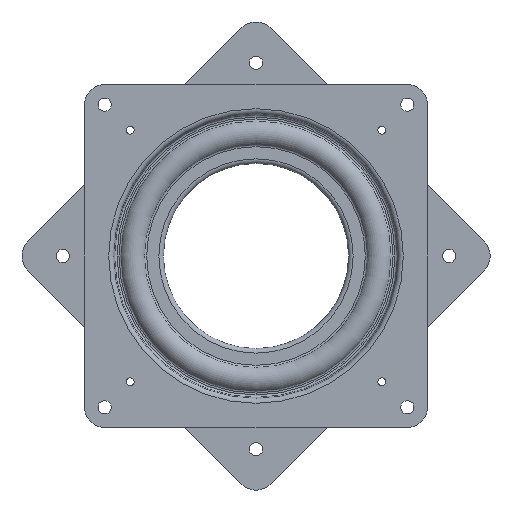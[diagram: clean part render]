
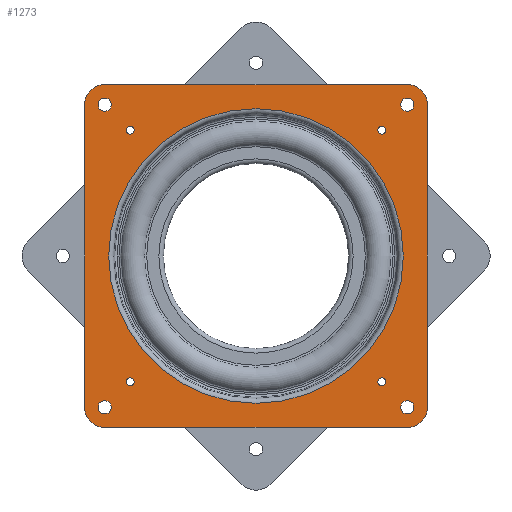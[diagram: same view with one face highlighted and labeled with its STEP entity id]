
A CAD part, front view. The second image highlights one B-rep face of the part: STEP entity #1273.
In plain terms, the highlighted face is planar.
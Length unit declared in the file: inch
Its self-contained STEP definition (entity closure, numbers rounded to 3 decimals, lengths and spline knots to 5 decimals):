
#178=LINE('',#2117,#210);
#179=LINE('',#2121,#211);
#180=LINE('',#2125,#212);
#181=LINE('',#2129,#213);
#210=VECTOR('',#1686,3.532);
#211=VECTOR('',#1689,3.532);
#212=VECTOR('',#1692,3.532);
#213=VECTOR('',#1695,3.532);
#244=PLANE('',#1398);
#325=FACE_BOUND('',#528,.T.);
#326=FACE_BOUND('',#529,.T.);
#327=FACE_BOUND('',#530,.T.);
#328=FACE_BOUND('',#531,.T.);
#329=FACE_BOUND('',#532,.T.);
#330=FACE_BOUND('',#533,.T.);
#331=FACE_BOUND('',#534,.T.);
#332=FACE_BOUND('',#535,.T.);
#333=FACE_BOUND('',#536,.T.);
#419=FACE_OUTER_BOUND('',#527,.T.);
#527=EDGE_LOOP('',(#1028,#1029,#1030,#1031,#1032,#1033,#1034,#1035));
#528=EDGE_LOOP('',(#1036));
#529=EDGE_LOOP('',(#1037));
#530=EDGE_LOOP('',(#1038));
#531=EDGE_LOOP('',(#1039));
#532=EDGE_LOOP('',(#1040));
#533=EDGE_LOOP('',(#1041));
#534=EDGE_LOOP('',(#1042));
#535=EDGE_LOOP('',(#1043));
#536=EDGE_LOOP('',(#1044));
#653=CIRCLE('',#1346,0.047);
#655=CIRCLE('',#1349,0.047);
#657=CIRCLE('',#1352,0.047);
#659=CIRCLE('',#1355,0.047);
#661=CIRCLE('',#1358,0.078);
#663=CIRCLE('',#1361,0.078);
#665=CIRCLE('',#1364,0.078);
#667=CIRCLE('',#1367,0.078);
#677=CIRCLE('',#1384,1.719);
#684=CIRCLE('',#1399,0.234);
#685=CIRCLE('',#1400,0.234);
#686=CIRCLE('',#1401,0.234);
#687=CIRCLE('',#1402,0.234);
#746=VERTEX_POINT('',#2031);
#748=VERTEX_POINT('',#2036);
#750=VERTEX_POINT('',#2041);
#752=VERTEX_POINT('',#2046);
#754=VERTEX_POINT('',#2051);
#756=VERTEX_POINT('',#2056);
#758=VERTEX_POINT('',#2061);
#760=VERTEX_POINT('',#2066);
#770=VERTEX_POINT('',#2093);
#777=VERTEX_POINT('',#2115);
#778=VERTEX_POINT('',#2116);
#779=VERTEX_POINT('',#2118);
#780=VERTEX_POINT('',#2120);
#781=VERTEX_POINT('',#2122);
#782=VERTEX_POINT('',#2124);
#783=VERTEX_POINT('',#2126);
#784=VERTEX_POINT('',#2128);
#856=EDGE_CURVE('',#746,#746,#653,.T.);
#858=EDGE_CURVE('',#748,#748,#655,.T.);
#860=EDGE_CURVE('',#750,#750,#657,.T.);
#862=EDGE_CURVE('',#752,#752,#659,.T.);
#864=EDGE_CURVE('',#754,#754,#661,.T.);
#866=EDGE_CURVE('',#756,#756,#663,.T.);
#868=EDGE_CURVE('',#758,#758,#665,.T.);
#870=EDGE_CURVE('',#760,#760,#667,.T.);
#880=EDGE_CURVE('',#770,#770,#677,.T.);
#887=EDGE_CURVE('',#777,#778,#178,.T.);
#888=EDGE_CURVE('',#777,#779,#684,.T.);
#889=EDGE_CURVE('',#780,#779,#179,.T.);
#890=EDGE_CURVE('',#780,#781,#685,.T.);
#891=EDGE_CURVE('',#782,#781,#180,.T.);
#892=EDGE_CURVE('',#782,#783,#686,.T.);
#893=EDGE_CURVE('',#784,#783,#181,.T.);
#894=EDGE_CURVE('',#784,#778,#687,.T.);
#1028=ORIENTED_EDGE('',*,*,#887,.F.);
#1029=ORIENTED_EDGE('',*,*,#888,.T.);
#1030=ORIENTED_EDGE('',*,*,#889,.F.);
#1031=ORIENTED_EDGE('',*,*,#890,.T.);
#1032=ORIENTED_EDGE('',*,*,#891,.F.);
#1033=ORIENTED_EDGE('',*,*,#892,.T.);
#1034=ORIENTED_EDGE('',*,*,#893,.F.);
#1035=ORIENTED_EDGE('',*,*,#894,.T.);
#1036=ORIENTED_EDGE('',*,*,#856,.F.);
#1037=ORIENTED_EDGE('',*,*,#858,.F.);
#1038=ORIENTED_EDGE('',*,*,#860,.F.);
#1039=ORIENTED_EDGE('',*,*,#862,.F.);
#1040=ORIENTED_EDGE('',*,*,#864,.F.);
#1041=ORIENTED_EDGE('',*,*,#866,.F.);
#1042=ORIENTED_EDGE('',*,*,#868,.F.);
#1043=ORIENTED_EDGE('',*,*,#870,.F.);
#1044=ORIENTED_EDGE('',*,*,#880,.T.);
#1273=ADVANCED_FACE('',(#419,#325,#326,#327,#328,#329,#330,#331,#332,#333),
#244,.T.);
#1346=AXIS2_PLACEMENT_3D('',#2032,#1580,#1581);
#1349=AXIS2_PLACEMENT_3D('',#2037,#1586,#1587);
#1352=AXIS2_PLACEMENT_3D('',#2042,#1592,#1593);
#1355=AXIS2_PLACEMENT_3D('',#2047,#1598,#1599);
#1358=AXIS2_PLACEMENT_3D('',#2052,#1604,#1605);
#1361=AXIS2_PLACEMENT_3D('',#2057,#1610,#1611);
#1364=AXIS2_PLACEMENT_3D('',#2062,#1616,#1617);
#1367=AXIS2_PLACEMENT_3D('',#2067,#1622,#1623);
#1384=AXIS2_PLACEMENT_3D('',#2094,#1656,#1657);
#1398=AXIS2_PLACEMENT_3D('',#2114,#1684,#1685);
#1399=AXIS2_PLACEMENT_3D('',#2119,#1687,#1688);
#1400=AXIS2_PLACEMENT_3D('',#2123,#1690,#1691);
#1401=AXIS2_PLACEMENT_3D('',#2127,#1693,#1694);
#1402=AXIS2_PLACEMENT_3D('',#2130,#1696,#1697);
#1580=DIRECTION('center_axis',(0.,1.,0.));
#1581=DIRECTION('ref_axis',(0.,0.,1.));
#1586=DIRECTION('center_axis',(0.,1.,0.));
#1587=DIRECTION('ref_axis',(0.,0.,1.));
#1592=DIRECTION('center_axis',(0.,1.,0.));
#1593=DIRECTION('ref_axis',(0.,0.,1.));
#1598=DIRECTION('center_axis',(0.,1.,0.));
#1599=DIRECTION('ref_axis',(0.,0.,1.));
#1604=DIRECTION('center_axis',(0.,1.,0.));
#1605=DIRECTION('ref_axis',(0.,0.,1.));
#1610=DIRECTION('center_axis',(0.,1.,0.));
#1611=DIRECTION('ref_axis',(0.,0.,1.));
#1616=DIRECTION('center_axis',(0.,1.,0.));
#1617=DIRECTION('ref_axis',(0.,0.,1.));
#1622=DIRECTION('center_axis',(0.,1.,0.));
#1623=DIRECTION('ref_axis',(0.,0.,1.));
#1656=DIRECTION('center_axis',(0.,-1.,0.));
#1657=DIRECTION('ref_axis',(0.,0.,-1.));
#1684=DIRECTION('center_axis',(0.,1.,0.));
#1685=DIRECTION('ref_axis',(0.,0.,1.));
#1686=DIRECTION('',(1.,0.,0.));
#1687=DIRECTION('center_axis',(0.,1.,0.));
#1688=DIRECTION('ref_axis',(0.,0.,1.));
#1689=DIRECTION('',(0.,0.,-1.));
#1690=DIRECTION('center_axis',(0.,1.,0.));
#1691=DIRECTION('ref_axis',(0.,0.,1.));
#1692=DIRECTION('',(-1.,0.,0.));
#1693=DIRECTION('center_axis',(0.,1.,0.));
#1694=DIRECTION('ref_axis',(0.,0.,1.));
#1695=DIRECTION('',(0.,0.,1.));
#1696=DIRECTION('center_axis',(0.,1.,0.));
#1697=DIRECTION('ref_axis',(0.,0.,1.));
#2031=CARTESIAN_POINT('',(1.469,0.119,-1.422));
#2032=CARTESIAN_POINT('Origin',(1.469,0.119,-1.469));
#2036=CARTESIAN_POINT('',(-1.469,0.119,-1.422));
#2037=CARTESIAN_POINT('Origin',(-1.469,0.119,-1.469));
#2041=CARTESIAN_POINT('',(-1.469,0.119,1.516));
#2042=CARTESIAN_POINT('Origin',(-1.469,0.119,1.469));
#2046=CARTESIAN_POINT('',(1.469,0.119,1.516));
#2047=CARTESIAN_POINT('Origin',(1.469,0.119,1.469));
#2051=CARTESIAN_POINT('',(1.7655,0.119,1.8435));
#2052=CARTESIAN_POINT('Origin',(1.7655,0.119,1.7655));
#2056=CARTESIAN_POINT('',(1.7655,0.119,-1.6875));
#2057=CARTESIAN_POINT('Origin',(1.7655,0.119,-1.7655));
#2061=CARTESIAN_POINT('',(-1.7655,0.119,1.8435));
#2062=CARTESIAN_POINT('Origin',(-1.7655,0.119,1.7655));
#2066=CARTESIAN_POINT('',(-1.7655,0.119,-1.6875));
#2067=CARTESIAN_POINT('Origin',(-1.7655,0.119,-1.7655));
#2093=CARTESIAN_POINT('',(0.,0.119,-1.719));
#2094=CARTESIAN_POINT('Origin',(0.,0.119,0.));
#2114=CARTESIAN_POINT('Origin',(1.719,0.119,0.));
#2115=CARTESIAN_POINT('',(-1.766,0.119,-2.));
#2116=CARTESIAN_POINT('',(1.766,0.119,-2.));
#2117=CARTESIAN_POINT('',(-2.,0.119,-2.));
#2118=CARTESIAN_POINT('',(-2.,0.119,-1.766));
#2119=CARTESIAN_POINT('Origin',(-1.766,0.119,-1.766));
#2120=CARTESIAN_POINT('',(-2.,0.119,1.766));
#2121=CARTESIAN_POINT('',(-2.,0.119,2.));
#2122=CARTESIAN_POINT('',(-1.766,0.119,2.));
#2123=CARTESIAN_POINT('Origin',(-1.766,0.119,1.766));
#2124=CARTESIAN_POINT('',(1.766,0.119,2.));
#2125=CARTESIAN_POINT('',(-2.,0.119,2.));
#2126=CARTESIAN_POINT('',(2.,0.119,1.766));
#2127=CARTESIAN_POINT('Origin',(1.766,0.119,1.766));
#2128=CARTESIAN_POINT('',(2.,0.119,-1.766));
#2129=CARTESIAN_POINT('',(2.,0.119,2.));
#2130=CARTESIAN_POINT('Origin',(1.766,0.119,-1.766));
